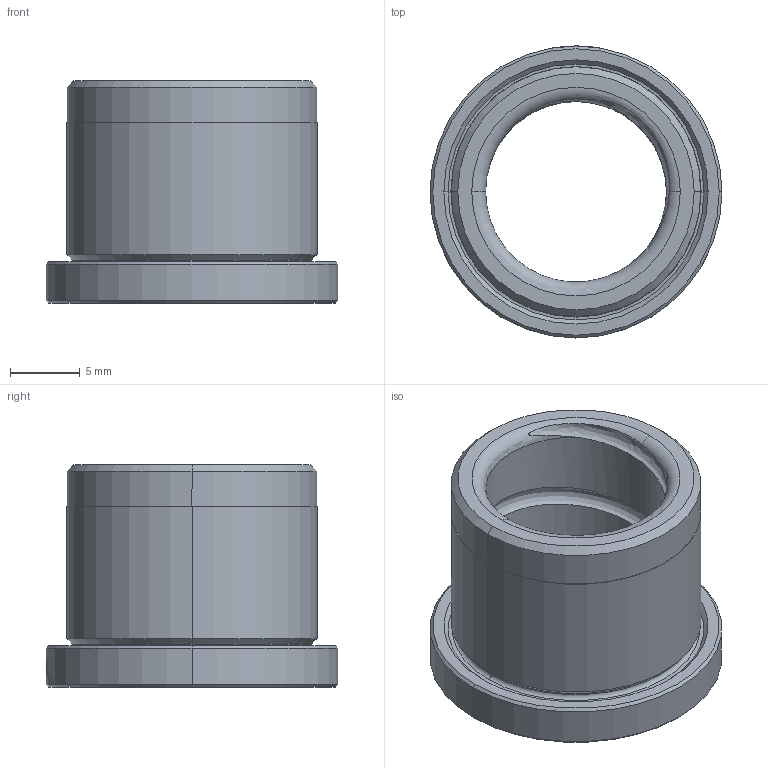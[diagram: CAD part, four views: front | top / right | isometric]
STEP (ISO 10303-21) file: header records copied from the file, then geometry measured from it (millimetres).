
FILE_DESCRIPTION (( 'STEP AP214' ), '1' );
FILE_NAME ('GBHV-D18-d13-L16.step', '2021-09-11T10:26:16', ( 'User' ), ( 'china' ), 'SwSTEP 2.0', 'SolidWorks 2016', '' );
FILE_SCHEMA (( 'AUTOMOTIVE_DESIGN' ));
Length unit declared in the file: millimetre
Products named in the file (1): GBHV-D18-d13-L16
Bounding box: 21 x 21 x 16 mm (x, y, z)
Volume: 2113.8 mm3; surface area: 2069.5 mm2
Topology: 1 solids, 1 shells, 59 faces, 139 edges, 87 vertices
Faces by surface type: cylinder 27, plane 13, cone 10, torus 7, bspline 2
Entity records: 3188 total; most frequent: CARTESIAN_POINT 1853, ORIENTED_EDGE 278, DIRECTION 264, EDGE_CURVE 139, AXIS2_PLACEMENT_3D 107, VERTEX_POINT 87, EDGE_LOOP 66, FACE_OUTER_BOUND 59
